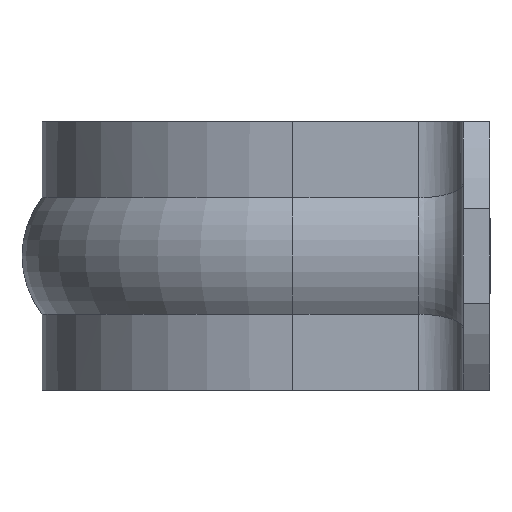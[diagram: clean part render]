
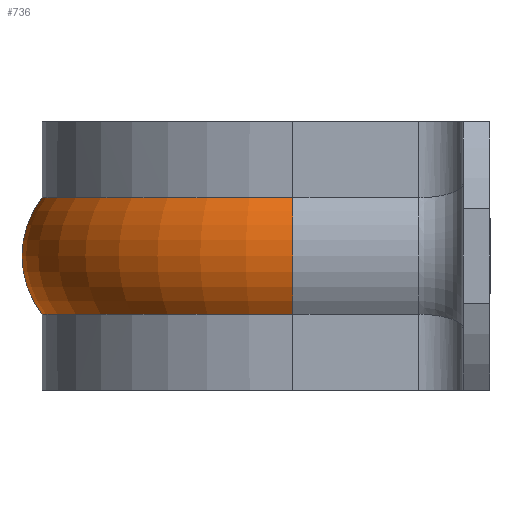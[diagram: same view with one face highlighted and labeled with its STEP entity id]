
A CAD part, left-side view. The second image highlights one B-rep face of the part: STEP entity #736.
In plain terms, the highlighted toroidal (fillet/blend) face has major radius 7.894 mm and minor radius 4.206 mm.
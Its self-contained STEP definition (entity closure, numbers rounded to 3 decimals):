
#21=TOROIDAL_SURFACE('',#843,7.894,4.206);
#80=FACE_OUTER_BOUND('',#125,.T.);
#125=EDGE_LOOP('',(#660,#661,#662,#663));
#134=CIRCLE('',#774,11.2);
#140=CIRCLE('',#784,11.2);
#162=CIRCLE('',#826,4.206);
#166=CIRCLE('',#835,4.206);
#303=VERTEX_POINT('',#1132);
#308=VERTEX_POINT('',#1148);
#319=VERTEX_POINT('',#1178);
#320=VERTEX_POINT('',#1180);
#378=EDGE_CURVE('',#303,#308,#134,.T.);
#393=EDGE_CURVE('',#319,#320,#140,.T.);
#439=EDGE_CURVE('',#319,#303,#162,.T.);
#452=EDGE_CURVE('',#320,#308,#166,.T.);
#660=ORIENTED_EDGE('',*,*,#439,.T.);
#661=ORIENTED_EDGE('',*,*,#378,.T.);
#662=ORIENTED_EDGE('',*,*,#452,.F.);
#663=ORIENTED_EDGE('',*,*,#393,.F.);
#736=ADVANCED_FACE('',(#80),#21,.T.);
#774=AXIS2_PLACEMENT_3D('',#1150,#883,#884);
#784=AXIS2_PLACEMENT_3D('',#1181,#912,#913);
#826=AXIS2_PLACEMENT_3D('',#1380,#1018,#1019);
#835=AXIS2_PLACEMENT_3D('',#1434,#1043,#1044);
#843=AXIS2_PLACEMENT_3D('',#1450,#1064,#1065);
#883=DIRECTION('center_axis',(0.,0.,1.));
#884=DIRECTION('ref_axis',(1.,0.,0.));
#912=DIRECTION('center_axis',(0.,0.,1.));
#913=DIRECTION('ref_axis',(1.,0.,0.));
#1018=DIRECTION('center_axis',(0.,1.,0.));
#1019=DIRECTION('ref_axis',(0.786,0.,-0.618));
#1043=DIRECTION('center_axis',(0.,-1.,0.));
#1044=DIRECTION('ref_axis',(-0.786,0.,-0.618));
#1064=DIRECTION('center_axis',(0.,0.,1.));
#1065=DIRECTION('ref_axis',(1.,0.,0.));
#1132=CARTESIAN_POINT('',(11.2,-11.2,-2.6));
#1148=CARTESIAN_POINT('',(-11.2,-11.2,-2.6));
#1150=CARTESIAN_POINT('Origin',(0.,-11.2,-2.6));
#1178=CARTESIAN_POINT('',(11.2,-11.2,2.6));
#1180=CARTESIAN_POINT('',(-11.2,-11.2,2.6));
#1181=CARTESIAN_POINT('Origin',(0.,-11.2,2.6));
#1380=CARTESIAN_POINT('Origin',(7.894,-11.2,0.));
#1434=CARTESIAN_POINT('Origin',(-7.894,-11.2,0.));
#1450=CARTESIAN_POINT('Origin',(0.,-11.2,0.));
